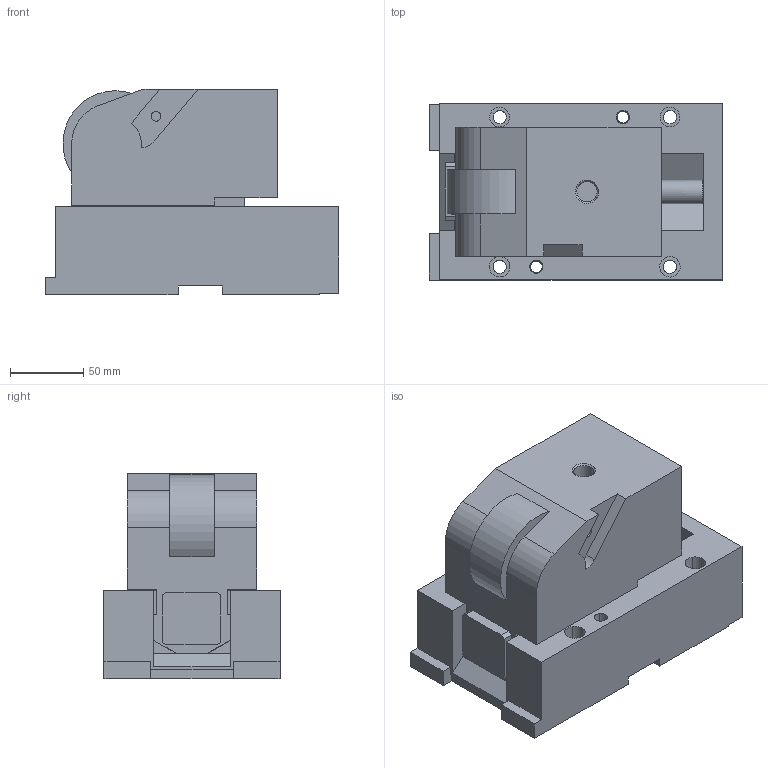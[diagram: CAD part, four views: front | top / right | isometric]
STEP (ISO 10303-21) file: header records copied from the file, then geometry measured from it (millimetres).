
FILE_DESCRIPTION(('CATIA V5 STEP Exchange'),'2;1');
FILE_NAME('CRCS-05000-50.stp','2014-10-23T15:26:44+00:00',('none'),('none'),'CATIA Version 5 Release 19 SP 2 (IN-10)','CATIA V5 STEP AP203','none');
FILE_SCHEMA(('CONFIG_CONTROL_DESIGN'));
Length unit declared in the file: millimetre
Products named in the file (1): CRCS-05000-50
Bounding box: 200 x 120 x 140 mm (x, y, z)
Volume: 2094157.9 mm3; surface area: 239577.9 mm2
Topology: 3 solids, 30 shells, 300 faces, 675 edges, 439 vertices
Faces by surface type: plane 154, cylinder 110, cone 33, torus 3
Entity records: 8554 total; most frequent: CARTESIAN_POINT 2304, ORIENTED_EDGE 1322, DIRECTION 1046, EDGE_CURVE 661, VERTEX_POINT 439, AXIS2_PLACEMENT_3D 423, VECTOR 390, LINE 390
